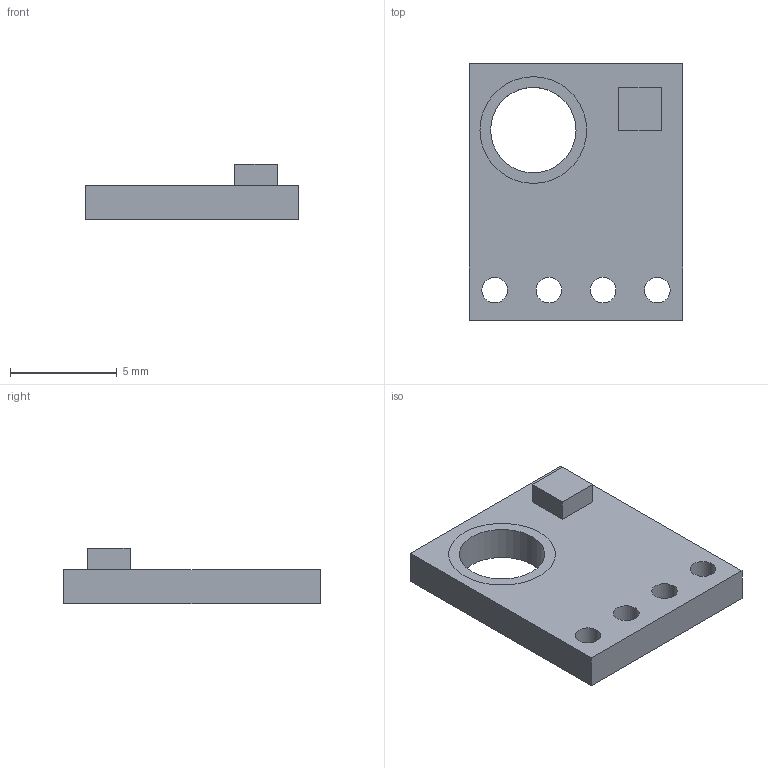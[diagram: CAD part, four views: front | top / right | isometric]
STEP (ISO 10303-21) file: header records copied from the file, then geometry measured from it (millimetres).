
FILE_DESCRIPTION(('FreeCAD Model'),'2;1');
FILE_NAME('Open CASCADE Shape Model','2025-11-15T18:40:22',('FreeCAD'),( 'FreeCAD'),'Open CASCADE STEP processor 7.9','FreeCAD','Unknown');
FILE_SCHEMA(('AUTOMOTIVE_DESIGN { 1 0 10303 214 1 1 1 1 }'));
Length unit declared in the file: millimetre
Products named in the file (1): Open CASCADE STEP translator 7.9 4
Bounding box: 10 x 12 x 2.6 mm (x, y, z)
Volume: 180 mm3; surface area: 395.8 mm2
Topology: 3 solids, 3 shells, 21 faces, 45 edges, 30 vertices
Faces by surface type: plane 14, cylinder 7
Full cylindrical faces by diameter (mm): 1.2 x4, 4 x2, 5 x1
Entity records: 603 total; most frequent: DIRECTION 103, CARTESIAN_POINT 97, ORIENTED_EDGE 90, EDGE_CURVE 45, AXIS2_PLACEMENT_3D 36, FACE_BOUND 33, EDGE_LOOP 33, LINE 31
